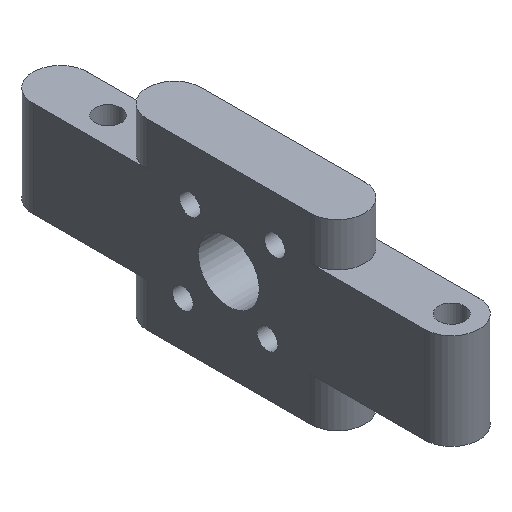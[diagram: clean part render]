
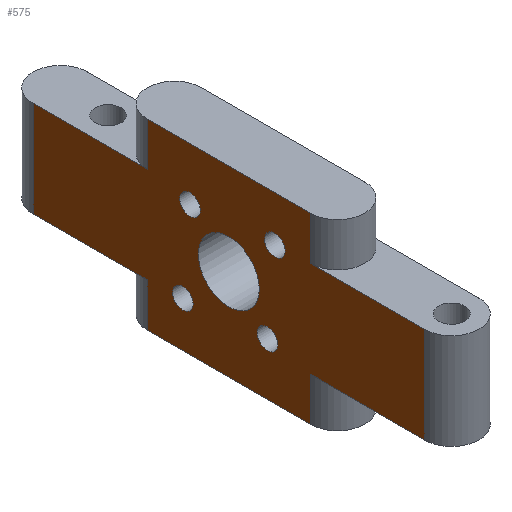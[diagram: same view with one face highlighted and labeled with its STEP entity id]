
A CAD part, isometric view. The second image highlights one B-rep face of the part: STEP entity #575.
In plain terms, the highlighted planar face has unit normal (-1, 0, 0).
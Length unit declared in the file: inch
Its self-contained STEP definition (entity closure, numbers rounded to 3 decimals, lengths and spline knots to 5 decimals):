
#23=FACE_BOUND('',#125,.T.);
#24=FACE_BOUND('',#126,.T.);
#25=FACE_BOUND('',#127,.T.);
#26=FACE_BOUND('',#128,.T.);
#27=FACE_BOUND('',#129,.T.);
#46=PLANE('',#650);
#81=FACE_OUTER_BOUND('',#124,.T.);
#124=EDGE_LOOP('',(#486,#487,#488,#489,#490,#491,#492,#493,#494,#495,#496,
#497));
#125=EDGE_LOOP('',(#498));
#126=EDGE_LOOP('',(#499));
#127=EDGE_LOOP('',(#500));
#128=EDGE_LOOP('',(#501));
#129=EDGE_LOOP('',(#502));
#150=LINE('',#930,#187);
#152=LINE('',#936,#189);
#154=LINE('',#942,#191);
#156=LINE('',#948,#193);
#159=LINE('',#957,#196);
#161=LINE('',#966,#198);
#163=LINE('',#972,#200);
#165=LINE('',#978,#202);
#167=LINE('',#984,#204);
#168=LINE('',#987,#205);
#170=LINE('',#992,#207);
#172=LINE('',#995,#209);
#187=VECTOR('',#766,0.3937);
#189=VECTOR('',#772,0.3937);
#191=VECTOR('',#778,0.3937);
#193=VECTOR('',#784,0.3937);
#196=VECTOR('',#793,0.3937);
#198=VECTOR('',#801,0.3937);
#200=VECTOR('',#807,0.3937);
#202=VECTOR('',#813,0.3937);
#204=VECTOR('',#819,0.3937);
#205=VECTOR('',#822,0.3937);
#207=VECTOR('',#828,0.3937);
#209=VECTOR('',#832,0.3937);
#231=CIRCLE('',#617,0.05906);
#232=CIRCLE('',#619,0.05906);
#233=CIRCLE('',#621,0.05906);
#234=CIRCLE('',#623,0.05906);
#236=CIRCLE('',#626,0.175);
#269=VERTEX_POINT('',#904);
#270=VERTEX_POINT('',#908);
#271=VERTEX_POINT('',#912);
#272=VERTEX_POINT('',#916);
#274=VERTEX_POINT('',#922);
#275=VERTEX_POINT('',#926);
#277=VERTEX_POINT('',#929);
#279=VERTEX_POINT('',#935);
#281=VERTEX_POINT('',#941);
#283=VERTEX_POINT('',#947);
#286=VERTEX_POINT('',#955);
#288=VERTEX_POINT('',#960);
#290=VERTEX_POINT('',#964);
#292=VERTEX_POINT('',#970);
#294=VERTEX_POINT('',#975);
#296=VERTEX_POINT('',#982);
#297=VERTEX_POINT('',#986);
#328=EDGE_CURVE('',#269,#269,#231,.T.);
#330=EDGE_CURVE('',#270,#270,#232,.T.);
#332=EDGE_CURVE('',#271,#271,#233,.T.);
#334=EDGE_CURVE('',#272,#272,#234,.T.);
#337=EDGE_CURVE('',#274,#274,#236,.T.);
#339=EDGE_CURVE('',#277,#275,#150,.T.);
#342=EDGE_CURVE('',#279,#277,#152,.T.);
#345=EDGE_CURVE('',#281,#275,#154,.T.);
#348=EDGE_CURVE('',#279,#283,#156,.T.);
#353=EDGE_CURVE('',#286,#281,#159,.T.);
#357=EDGE_CURVE('',#290,#288,#161,.T.);
#360=EDGE_CURVE('',#290,#292,#163,.T.);
#363=EDGE_CURVE('',#288,#294,#165,.T.);
#366=EDGE_CURVE('',#296,#292,#167,.T.);
#367=EDGE_CURVE('',#294,#297,#168,.T.);
#370=EDGE_CURVE('',#286,#297,#170,.T.);
#372=EDGE_CURVE('',#296,#283,#172,.T.);
#486=ORIENTED_EDGE('',*,*,#372,.T.);
#487=ORIENTED_EDGE('',*,*,#348,.F.);
#488=ORIENTED_EDGE('',*,*,#342,.T.);
#489=ORIENTED_EDGE('',*,*,#339,.T.);
#490=ORIENTED_EDGE('',*,*,#345,.F.);
#491=ORIENTED_EDGE('',*,*,#353,.F.);
#492=ORIENTED_EDGE('',*,*,#370,.T.);
#493=ORIENTED_EDGE('',*,*,#367,.F.);
#494=ORIENTED_EDGE('',*,*,#363,.F.);
#495=ORIENTED_EDGE('',*,*,#357,.F.);
#496=ORIENTED_EDGE('',*,*,#360,.T.);
#497=ORIENTED_EDGE('',*,*,#366,.F.);
#498=ORIENTED_EDGE('',*,*,#328,.T.);
#499=ORIENTED_EDGE('',*,*,#330,.T.);
#500=ORIENTED_EDGE('',*,*,#332,.T.);
#501=ORIENTED_EDGE('',*,*,#334,.T.);
#502=ORIENTED_EDGE('',*,*,#337,.T.);
#575=ADVANCED_FACE('',(#81,#23,#24,#25,#26,#27),#46,.T.);
#617=AXIS2_PLACEMENT_3D('',#906,#738,#739);
#619=AXIS2_PLACEMENT_3D('',#910,#743,#744);
#621=AXIS2_PLACEMENT_3D('',#914,#748,#749);
#623=AXIS2_PLACEMENT_3D('',#918,#753,#754);
#626=AXIS2_PLACEMENT_3D('',#924,#760,#761);
#650=AXIS2_PLACEMENT_3D('',#994,#830,#831);
#738=DIRECTION('center_axis',(1.,0.,0.));
#739=DIRECTION('ref_axis',(0.,1.,0.));
#743=DIRECTION('center_axis',(1.,0.,0.));
#744=DIRECTION('ref_axis',(0.,1.,0.));
#748=DIRECTION('center_axis',(1.,0.,0.));
#749=DIRECTION('ref_axis',(0.,1.,0.));
#753=DIRECTION('center_axis',(1.,0.,0.));
#754=DIRECTION('ref_axis',(0.,1.,0.));
#760=DIRECTION('center_axis',(1.,0.,0.));
#761=DIRECTION('ref_axis',(0.,1.,0.));
#766=DIRECTION('',(0.,0.,1.));
#772=DIRECTION('',(0.,-1.,0.));
#778=DIRECTION('',(0.,-1.,0.));
#784=DIRECTION('',(0.,0.,-1.));
#793=DIRECTION('',(0.,0.,-1.));
#801=DIRECTION('',(0.,0.,1.));
#807=DIRECTION('',(0.,-1.,0.));
#813=DIRECTION('',(0.,-1.,0.));
#819=DIRECTION('',(0.,0.,1.));
#822=DIRECTION('',(0.,0.,1.));
#828=DIRECTION('',(0.,1.,0.));
#830=DIRECTION('center_axis',(-1.,0.,0.));
#831=DIRECTION('ref_axis',(0.,1.,0.));
#832=DIRECTION('',(0.,-1.,0.));
#904=CARTESIAN_POINT('',(-2.33013,0.20541,0.26112));
#906=CARTESIAN_POINT('Origin',(-2.33013,0.26447,0.26112));
#908=CARTESIAN_POINT('',(-2.33013,-0.28177,0.30288));
#910=CARTESIAN_POINT('Origin',(-2.33013,-0.22271,0.30288));
#912=CARTESIAN_POINT('',(-2.33013,0.16366,0.7483));
#914=CARTESIAN_POINT('Origin',(-2.33013,0.22271,0.7483));
#916=CARTESIAN_POINT('',(-2.33013,-0.32352,0.79006));
#918=CARTESIAN_POINT('Origin',(-2.33013,-0.26447,0.79006));
#922=CARTESIAN_POINT('',(-2.33013,-0.175,0.52559));
#924=CARTESIAN_POINT('Origin',(-2.33013,0.,
0.52559));
#926=CARTESIAN_POINT('',(-2.33013,-1.125,0.80118));
#929=CARTESIAN_POINT('',(-2.33013,-1.125,0.25));
#930=CARTESIAN_POINT('',(-2.33013,-1.125,0.25));
#935=CARTESIAN_POINT('',(-2.33013,-0.46875,0.25));
#936=CARTESIAN_POINT('',(-2.33013,1.125,0.25));
#941=CARTESIAN_POINT('',(-2.33013,-0.46875,0.80118));
#942=CARTESIAN_POINT('',(-2.33013,-0.23438,0.80118));
#947=CARTESIAN_POINT('',(-2.33013,-0.46875,0.));
#948=CARTESIAN_POINT('',(-2.33013,-0.46875,0.25));
#955=CARTESIAN_POINT('',(-2.33013,-0.46875,1.05118));
#957=CARTESIAN_POINT('',(-2.33013,-0.46875,0.25));
#960=CARTESIAN_POINT('',(-2.33013,1.125,0.80118));
#964=CARTESIAN_POINT('',(-2.33013,1.125,0.25));
#966=CARTESIAN_POINT('',(-2.33013,1.125,0.25));
#970=CARTESIAN_POINT('',(-2.33013,0.46875,0.25));
#972=CARTESIAN_POINT('',(-2.33013,1.125,0.25));
#975=CARTESIAN_POINT('',(-2.33013,0.46875,0.80118));
#978=CARTESIAN_POINT('',(-2.33013,0.5625,0.80118));
#982=CARTESIAN_POINT('',(-2.33013,0.46875,0.));
#984=CARTESIAN_POINT('',(-2.33013,0.46875,0.25));
#986=CARTESIAN_POINT('',(-2.33013,0.46875,1.05118));
#987=CARTESIAN_POINT('',(-2.33013,0.46875,0.25));
#992=CARTESIAN_POINT('',(-2.33013,0.23438,1.05118));
#994=CARTESIAN_POINT('Origin',(-2.33013,-0.46875,0.25));
#995=CARTESIAN_POINT('',(-2.33013,-0.23438,0.));
